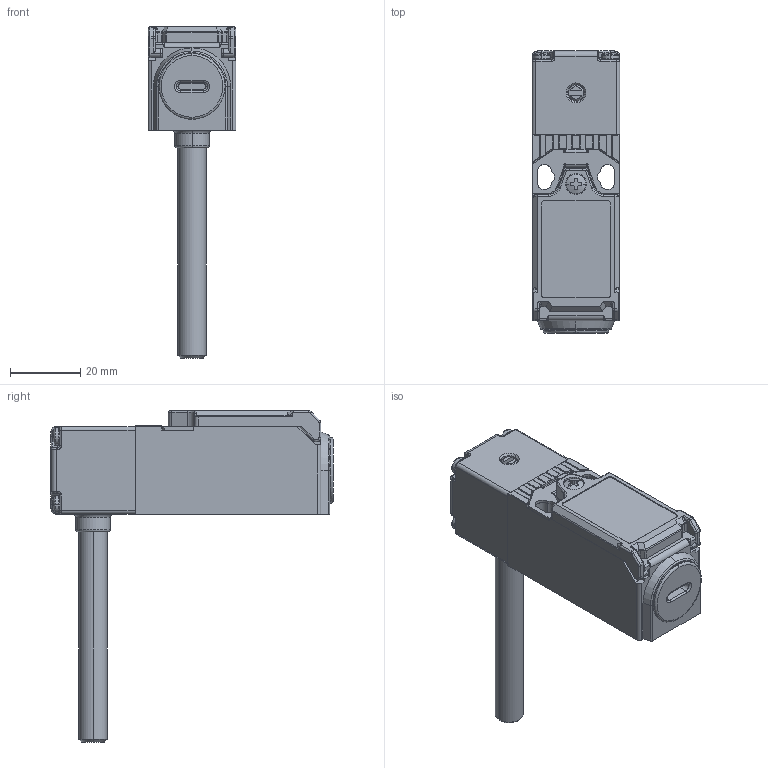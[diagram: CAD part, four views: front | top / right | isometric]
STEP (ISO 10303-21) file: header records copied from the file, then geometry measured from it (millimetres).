
FILE_DESCRIPTION (( 'STEP AP214' ), '1' );
FILE_NAME ('HC-1-193014.STEP', '2015-08-10T19:40:49', ( '' ), ( '' ), 'SwSTEP 2.0', 'SolidWorks 2014', '' );
FILE_SCHEMA (( 'AUTOMOTIVE_DESIGN' ));
Length unit declared in the file: inch
Products named in the file (1): HC-1-193014
Bounding box: 25 x 80.5 x 94.74 mm (x, y, z)
Volume: 28394 mm3; surface area: 27653.8 mm2
Topology: 14 solids, 14 shells, 1706 faces, 4350 edges, 2671 vertices
Faces by surface type: plane 700, cylinder 601, torus 170, bspline 93, cone 71, sphere 71
Entity records: 57930 total; most frequent: CARTESIAN_POINT 17312, ORIENTED_EDGE 8580, DIRECTION 8398, EDGE_CURVE 4290, AXIS2_PLACEMENT_3D 3012, VERTEX_POINT 2671, LINE 2374, VECTOR 2374
